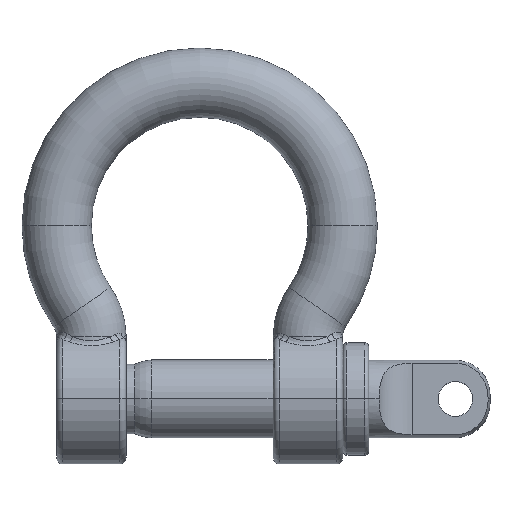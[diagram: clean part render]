
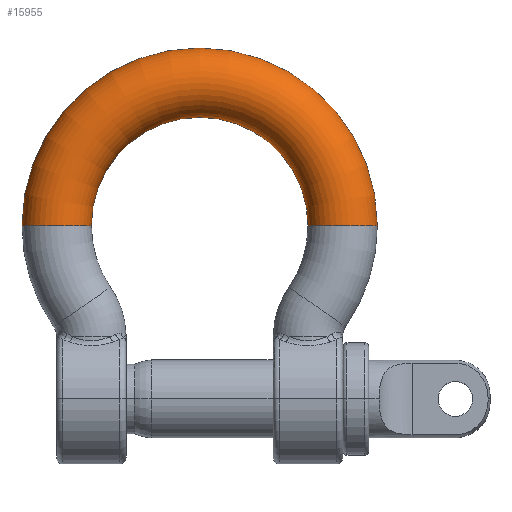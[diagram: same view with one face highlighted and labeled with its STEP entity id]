
A CAD part, top view. The second image highlights one B-rep face of the part: STEP entity #15955.
In plain terms, the highlighted toroidal (fillet/blend) face has major radius 8.25 mm and minor radius 2 mm.
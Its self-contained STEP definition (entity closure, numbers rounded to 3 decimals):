
#622 = CARTESIAN_POINT ( 'NONE',  ( -10.25, 13.75, 0. ) ) ;
#834 = DIRECTION ( 'NONE',  ( 0., -1., 0. ) ) ;
#1183 = VERTEX_POINT ( 'NONE', #622 ) ;
#1807 = EDGE_CURVE ( 'NONE', #10280, #6843, #15584, .T. ) ;
#3086 = DIRECTION ( 'NONE',  ( -1., 0., 0. ) ) ;
#3595 = CARTESIAN_POINT ( 'NONE',  ( -6.25, 13.75, 0. ) ) ;
#5582 = AXIS2_PLACEMENT_3D ( 'NONE', #9104, #11661, #12913 ) ;
#5707 = EDGE_CURVE ( 'NONE', #1183, #6843, #16317, .T. ) ;
#5763 = AXIS2_PLACEMENT_3D ( 'NONE', #7088, #834, #13393 ) ;
#6327 = CARTESIAN_POINT ( 'NONE',  ( 8.25, 13.75, 0. ) ) ;
#6559 = CARTESIAN_POINT ( 'NONE',  ( 6.25, 13.75, 0. ) ) ;
#6700 = CIRCLE ( 'NONE', #5763, 2. ) ;
#6843 = VERTEX_POINT ( 'NONE', #9879 ) ;
#6988 = CIRCLE ( 'NONE', #14153, 6.25 ) ;
#7088 = CARTESIAN_POINT ( 'NONE',  ( -8.25, 13.75, 0. ) ) ;
#7320 = TOROIDAL_SURFACE ( 'NONE', #10285, 8.25, 2. ) ;
#8649 = ORIENTED_EDGE ( 'NONE', *, *, #1807, .T. ) ;
#9034 = EDGE_CURVE ( 'NONE', #9618, #10280, #6988, .T. ) ;
#9104 = CARTESIAN_POINT ( 'NONE',  ( 0., 13.75, 0. ) ) ;
#9618 = VERTEX_POINT ( 'NONE', #3595 ) ;
#9879 = CARTESIAN_POINT ( 'NONE',  ( 10.25, 13.75, 0. ) ) ;
#10280 = VERTEX_POINT ( 'NONE', #6559 ) ;
#10285 = AXIS2_PLACEMENT_3D ( 'NONE', #16181, #13722, #16124 ) ;
#10447 = EDGE_CURVE ( 'NONE', #9618, #1183, #6700, .T. ) ;
#10639 = DIRECTION ( 'NONE',  ( 0., 0., -1. ) ) ;
#10854 = CARTESIAN_POINT ( 'NONE',  ( 0., 13.75, 0. ) ) ;
#11331 = DIRECTION ( 'NONE',  ( -1., 0., 0. ) ) ;
#11587 = ORIENTED_EDGE ( 'NONE', *, *, #10447, .F. ) ;
#11661 = DIRECTION ( 'NONE',  ( 0., 0., -1. ) ) ;
#12529 = DIRECTION ( 'NONE',  ( 0., 1., 0. ) ) ;
#12825 = ORIENTED_EDGE ( 'NONE', *, *, #5707, .F. ) ;
#12897 = FACE_OUTER_BOUND ( 'NONE', #16316, .T. ) ;
#12913 = DIRECTION ( 'NONE',  ( -1., 0., 0. ) ) ;
#12972 = AXIS2_PLACEMENT_3D ( 'NONE', #6327, #12529, #11331 ) ;
#13356 = ORIENTED_EDGE ( 'NONE', *, *, #9034, .T. ) ;
#13393 = DIRECTION ( 'NONE',  ( 0., 0., -1. ) ) ;
#13722 = DIRECTION ( 'NONE',  ( 0., 0., -1. ) ) ;
#14153 = AXIS2_PLACEMENT_3D ( 'NONE', #10854, #10639, #3086 ) ;
#15584 = CIRCLE ( 'NONE', #12972, 2. ) ;
#15955 = ADVANCED_FACE ( 'NONE', ( #12897 ), #7320, .T. ) ;
#16124 = DIRECTION ( 'NONE',  ( -1., 0., 0. ) ) ;
#16181 = CARTESIAN_POINT ( 'NONE',  ( 0., 13.75, 0. ) ) ;
#16316 = EDGE_LOOP ( 'NONE', ( #12825, #11587, #13356, #8649 ) ) ;
#16317 = CIRCLE ( 'NONE', #5582, 10.25 ) ;
